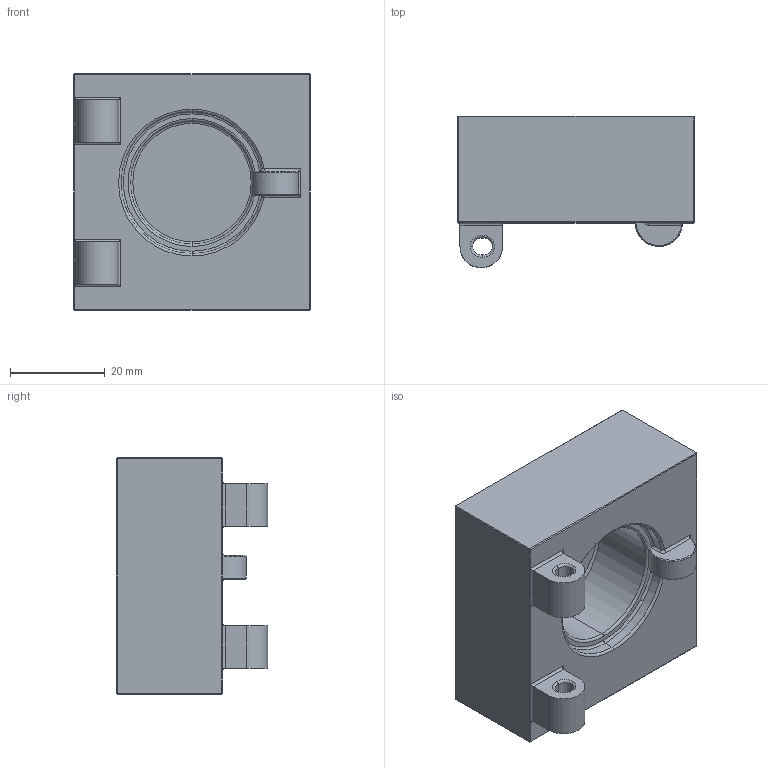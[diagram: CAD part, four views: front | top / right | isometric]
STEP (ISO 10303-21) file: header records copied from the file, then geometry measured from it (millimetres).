
FILE_DESCRIPTION (( 'STEP AP203' ), '1' );
FILE_NAME ('2020-09_0 - CUVETTE HOLDER CAP.STEP', '2020-04-18T09:01:15', ( '' ), ( '' ), 'SwSTEP 2.0', 'SolidWorks 2018', '' );
FILE_SCHEMA (( 'CONFIG_CONTROL_DESIGN' ));
Length unit declared in the file: millimetre
Products named in the file (1): 2020-09_0 - CUVETTE HOLDER CAP
Bounding box: 50 x 32 x 50 mm (x, y, z)
Volume: 47818.2 mm3; surface area: 11679.8 mm2
Topology: 1 solids, 1 shells, 106 faces, 244 edges, 139 vertices
Faces by surface type: plane 42, cylinder 29, torus 22, cone 7, bspline 6
Entity records: 3308 total; most frequent: CARTESIAN_POINT 916, DIRECTION 485, ORIENTED_EDGE 484, EDGE_CURVE 242, AXIS2_PLACEMENT_3D 186, VERTEX_POINT 139, VECTOR 113, LINE 113
